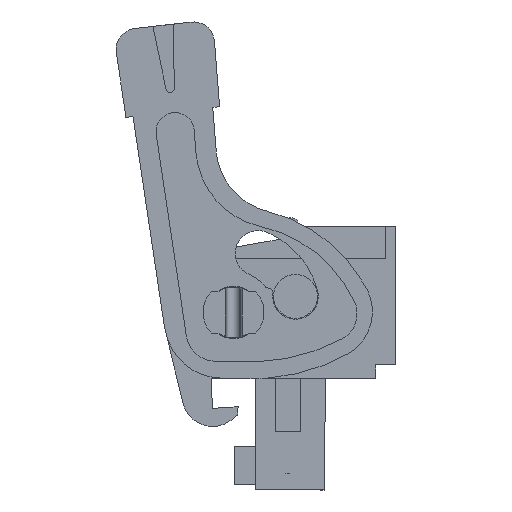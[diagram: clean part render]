
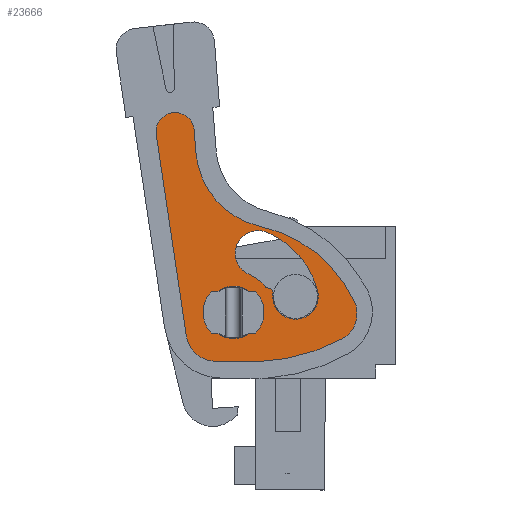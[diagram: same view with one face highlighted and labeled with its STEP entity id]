
A CAD part, left-side view. The second image highlights one B-rep face of the part: STEP entity #23666.
In plain terms, the highlighted planar face has unit normal (-1, 0, 0).
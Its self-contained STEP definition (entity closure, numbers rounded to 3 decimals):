
#23369=AXIS2_PLACEMENT_3D('Plane Axis2P3D',#23366,#23367,#23368) ;
#23498=AXIS2_PLACEMENT_3D('Circle Axis2P3D',#23496,#23497,$) ;
#23522=AXIS2_PLACEMENT_3D('Circle Axis2P3D',#23520,#23521,$) ;
#23548=AXIS2_PLACEMENT_3D('Circle Axis2P3D',#23546,#23547,$) ;
#23555=AXIS2_PLACEMENT_3D('Circle Axis2P3D',#23553,#23554,$) ;
#23562=AXIS2_PLACEMENT_3D('Circle Axis2P3D',#23560,#23561,$) ;
#23569=AXIS2_PLACEMENT_3D('Circle Axis2P3D',#23567,#23568,$) ;
#23592=AXIS2_PLACEMENT_3D('Circle Axis2P3D',#23590,#23591,$) ;
#23601=AXIS2_PLACEMENT_3D('Circle Axis2P3D',#23599,#23600,$) ;
#23608=AXIS2_PLACEMENT_3D('Circle Axis2P3D',#23606,#23607,$) ;
#23615=AXIS2_PLACEMENT_3D('Circle Axis2P3D',#23613,#23614,$) ;
#23622=AXIS2_PLACEMENT_3D('Circle Axis2P3D',#23620,#23621,$) ;
#23629=AXIS2_PLACEMENT_3D('Circle Axis2P3D',#23627,#23628,$) ;
#23636=AXIS2_PLACEMENT_3D('Circle Axis2P3D',#23634,#23635,$) ;
#23650=AXIS2_PLACEMENT_3D('Circle Axis2P3D',#23648,#23649,$) ;
#23659=AXIS2_PLACEMENT_3D('Circle Axis2P3D',#23657,#23658,$) ;
#23366=CARTESIAN_POINT('Axis2P3D Location',(1.1,1.4,0.)) ;
#23465=CARTESIAN_POINT('Line Origine',(1.1,13.287,15.072)) ;
#23469=CARTESIAN_POINT('Vertex',(1.1,12.398,9.121)) ;
#23471=CARTESIAN_POINT('Vertex',(1.1,14.176,21.023)) ;
#23496=CARTESIAN_POINT('Axis2P3D Location',(1.1,10.645,9.383)) ;
#23500=CARTESIAN_POINT('Vertex',(1.1,10.665,7.61)) ;
#23520=CARTESIAN_POINT('Axis2P3D Location',(1.1,13.058,21.19)) ;
#23524=CARTESIAN_POINT('Vertex',(1.1,11.931,21.279)) ;
#23539=CARTESIAN_POINT('Line Origine',(1.1,9.423,7.596)) ;
#23543=CARTESIAN_POINT('Vertex',(1.1,8.181,7.582)) ;
#23546=CARTESIAN_POINT('Axis2P3D Location',(1.1,8.615,19.073)) ;
#23550=CARTESIAN_POINT('Vertex',(1.1,3.202,8.927)) ;
#23553=CARTESIAN_POINT('Axis2P3D Location',(1.1,4.004,10.431)) ;
#23557=CARTESIAN_POINT('Vertex',(1.1,2.462,11.157)) ;
#23560=CARTESIAN_POINT('Axis2P3D Location',(1.1,9.73,7.737)) ;
#23564=CARTESIAN_POINT('Vertex',(1.1,8.015,15.585)) ;
#23567=CARTESIAN_POINT('Axis2P3D Location',(1.1,6.976,20.339)) ;
#23571=CARTESIAN_POINT('Vertex',(1.1,11.827,19.957)) ;
#23574=CARTESIAN_POINT('Line Origine',(1.1,11.879,20.618)) ;
#23590=CARTESIAN_POINT('Axis2P3D Location',(1.1,7.517,12.189)) ;
#23594=CARTESIAN_POINT('Vertex',(1.1,7.517,11.939)) ;
#23596=CARTESIAN_POINT('Vertex',(1.1,7.711,12.031)) ;
#23599=CARTESIAN_POINT('Axis2P3D Location',(1.1,9.6,10.5)) ;
#23603=CARTESIAN_POINT('Vertex',(1.1,8.672,12.747)) ;
#23606=CARTESIAN_POINT('Axis2P3D Location',(1.1,8.156,13.995)) ;
#23610=CARTESIAN_POINT('Vertex',(1.1,7.641,15.242)) ;
#23613=CARTESIAN_POINT('Axis2P3D Location',(1.1,9.6,10.5)) ;
#23617=CARTESIAN_POINT('Vertex',(1.1,4.633,11.789)) ;
#23620=CARTESIAN_POINT('Axis2P3D Location',(1.1,5.94,11.45)) ;
#23624=CARTESIAN_POINT('Vertex',(1.1,7.286,11.555)) ;
#23627=CARTESIAN_POINT('Axis2P3D Location',(1.1,6.887,11.524)) ;
#23631=CARTESIAN_POINT('Vertex',(1.1,7.274,11.625)) ;
#23634=CARTESIAN_POINT('Axis2P3D Location',(1.1,7.516,11.689)) ;
#23648=CARTESIAN_POINT('Axis2P3D Location',(1.1,9.6,10.5)) ;
#23652=CARTESIAN_POINT('Vertex',(1.1,9.6,8.95)) ;
#23654=CARTESIAN_POINT('Vertex',(1.1,9.6,12.05)) ;
#23657=CARTESIAN_POINT('Axis2P3D Location',(1.1,9.6,10.5)) ;
#23367=DIRECTION('Axis2P3D Direction',(1.,0.,0.)) ;
#23368=DIRECTION('Axis2P3D XDirection',(0.,1.,0.)) ;
#23466=DIRECTION('Vector Direction',(0.,0.148,0.989)) ;
#23497=DIRECTION('Axis2P3D Direction',(1.,0.,0.)) ;
#23521=DIRECTION('Axis2P3D Direction',(1.,0.,0.)) ;
#23540=DIRECTION('Vector Direction',(0.,1.,0.011)) ;
#23547=DIRECTION('Axis2P3D Direction',(1.,0.,0.)) ;
#23554=DIRECTION('Axis2P3D Direction',(1.,0.,0.)) ;
#23561=DIRECTION('Axis2P3D Direction',(1.,0.,0.)) ;
#23568=DIRECTION('Axis2P3D Direction',(1.,0.,0.)) ;
#23575=DIRECTION('Vector Direction',(0.,-0.078,-0.997)) ;
#23591=DIRECTION('Axis2P3D Direction',(1.,0.,0.)) ;
#23600=DIRECTION('Axis2P3D Direction',(1.,0.,0.)) ;
#23607=DIRECTION('Axis2P3D Direction',(1.,0.,0.)) ;
#23614=DIRECTION('Axis2P3D Direction',(1.,0.,0.)) ;
#23621=DIRECTION('Axis2P3D Direction',(1.,0.,0.)) ;
#23628=DIRECTION('Axis2P3D Direction',(1.,0.,0.)) ;
#23635=DIRECTION('Axis2P3D Direction',(1.,0.,0.)) ;
#23649=DIRECTION('Axis2P3D Direction',(1.,0.,0.)) ;
#23658=DIRECTION('Axis2P3D Direction',(1.,0.,0.)) ;
#23467=VECTOR('Line Direction',#23466,1.) ;
#23541=VECTOR('Line Direction',#23540,1.) ;
#23576=VECTOR('Line Direction',#23575,1.) ;
#23580=ORIENTED_EDGE('',*,*,#23502,.F.) ;
#23581=ORIENTED_EDGE('',*,*,#23545,.F.) ;
#23582=ORIENTED_EDGE('',*,*,#23552,.F.) ;
#23583=ORIENTED_EDGE('',*,*,#23559,.F.) ;
#23584=ORIENTED_EDGE('',*,*,#23566,.F.) ;
#23585=ORIENTED_EDGE('',*,*,#23573,.F.) ;
#23586=ORIENTED_EDGE('',*,*,#23578,.F.) ;
#23587=ORIENTED_EDGE('',*,*,#23526,.F.) ;
#23588=ORIENTED_EDGE('',*,*,#23473,.F.) ;
#23640=ORIENTED_EDGE('',*,*,#23598,.T.) ;
#23641=ORIENTED_EDGE('',*,*,#23605,.F.) ;
#23642=ORIENTED_EDGE('',*,*,#23612,.T.) ;
#23643=ORIENTED_EDGE('',*,*,#23619,.T.) ;
#23644=ORIENTED_EDGE('',*,*,#23626,.T.) ;
#23645=ORIENTED_EDGE('',*,*,#23633,.T.) ;
#23646=ORIENTED_EDGE('',*,*,#23638,.F.) ;
#23663=ORIENTED_EDGE('',*,*,#23656,.T.) ;
#23664=ORIENTED_EDGE('',*,*,#23661,.T.) ;
#23647=FACE_BOUND('',#23639,.T.) ;
#23665=FACE_BOUND('',#23662,.T.) ;
#23666=ADVANCED_FACE('lock',(#23589,#23647,#23665),#23370,.F.) ;
#23499=CIRCLE('generated circle',#23498,1.773) ;
#23523=CIRCLE('generated circle',#23522,1.131) ;
#23549=CIRCLE('generated circle',#23548,11.5) ;
#23556=CIRCLE('generated circle',#23555,1.705) ;
#23563=CIRCLE('generated circle',#23562,8.033) ;
#23570=CIRCLE('generated circle',#23569,4.866) ;
#23593=CIRCLE('generated circle',#23592,0.25) ;
#23602=CIRCLE('generated circle',#23601,2.431) ;
#23609=CIRCLE('generated circle',#23608,1.35) ;
#23616=CIRCLE('generated circle',#23615,5.131) ;
#23623=CIRCLE('generated circle',#23622,1.35) ;
#23630=CIRCLE('generated circle',#23629,0.4) ;
#23637=CIRCLE('generated circle',#23636,0.25) ;
#23651=CIRCLE('generated circle',#23650,1.55) ;
#23660=CIRCLE('generated circle',#23659,1.55) ;
#23473=EDGE_CURVE('',#23470,#23472,#23468,.T.) ;
#23502=EDGE_CURVE('',#23501,#23470,#23499,.T.) ;
#23526=EDGE_CURVE('',#23472,#23525,#23523,.T.) ;
#23545=EDGE_CURVE('',#23544,#23501,#23542,.T.) ;
#23552=EDGE_CURVE('',#23551,#23544,#23549,.T.) ;
#23559=EDGE_CURVE('',#23558,#23551,#23556,.T.) ;
#23566=EDGE_CURVE('',#23565,#23558,#23563,.T.) ;
#23573=EDGE_CURVE('',#23572,#23565,#23570,.F.) ;
#23578=EDGE_CURVE('',#23525,#23572,#23577,.T.) ;
#23598=EDGE_CURVE('',#23595,#23597,#23593,.T.) ;
#23605=EDGE_CURVE('',#23604,#23597,#23602,.T.) ;
#23612=EDGE_CURVE('',#23604,#23611,#23609,.T.) ;
#23619=EDGE_CURVE('',#23611,#23618,#23616,.T.) ;
#23626=EDGE_CURVE('',#23618,#23625,#23623,.T.) ;
#23633=EDGE_CURVE('',#23625,#23632,#23630,.T.) ;
#23638=EDGE_CURVE('',#23595,#23632,#23637,.T.) ;
#23656=EDGE_CURVE('',#23653,#23655,#23651,.T.) ;
#23661=EDGE_CURVE('',#23655,#23653,#23660,.T.) ;
#23579=EDGE_LOOP('',(#23580,#23581,#23582,#23583,#23584,#23585,#23586,#23587,#23588)) ;
#23639=EDGE_LOOP('',(#23640,#23641,#23642,#23643,#23644,#23645,#23646)) ;
#23662=EDGE_LOOP('',(#23663,#23664)) ;
#23589=FACE_OUTER_BOUND('',#23579,.T.) ;
#23468=LINE('Line',#23465,#23467) ;
#23542=LINE('Line',#23539,#23541) ;
#23577=LINE('Line',#23574,#23576) ;
#23370=PLANE('',#23369) ;
#23470=VERTEX_POINT('',#23469) ;
#23472=VERTEX_POINT('',#23471) ;
#23501=VERTEX_POINT('',#23500) ;
#23525=VERTEX_POINT('',#23524) ;
#23544=VERTEX_POINT('',#23543) ;
#23551=VERTEX_POINT('',#23550) ;
#23558=VERTEX_POINT('',#23557) ;
#23565=VERTEX_POINT('',#23564) ;
#23572=VERTEX_POINT('',#23571) ;
#23595=VERTEX_POINT('',#23594) ;
#23597=VERTEX_POINT('',#23596) ;
#23604=VERTEX_POINT('',#23603) ;
#23611=VERTEX_POINT('',#23610) ;
#23618=VERTEX_POINT('',#23617) ;
#23625=VERTEX_POINT('',#23624) ;
#23632=VERTEX_POINT('',#23631) ;
#23653=VERTEX_POINT('',#23652) ;
#23655=VERTEX_POINT('',#23654) ;
